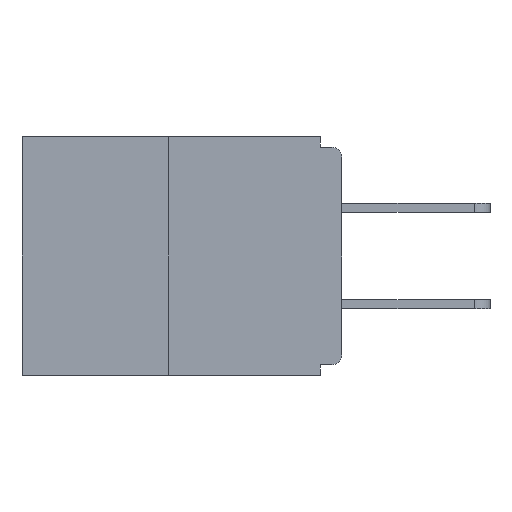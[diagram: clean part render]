
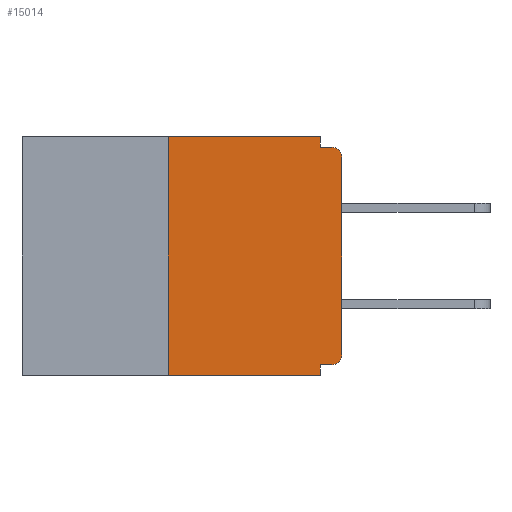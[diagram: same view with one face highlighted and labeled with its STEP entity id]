
A CAD part, left-side view. The second image highlights one B-rep face of the part: STEP entity #15014.
In plain terms, the highlighted planar face has unit normal (-1, 0, 0).
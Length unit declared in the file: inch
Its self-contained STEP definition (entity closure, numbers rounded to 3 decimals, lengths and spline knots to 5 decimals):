
#69 = VERTEX_POINT ( 'NONE', #5395 ) ;
#114 = DIRECTION ( 'NONE',  ( 1., 0., 0. ) ) ;
#167 = CARTESIAN_POINT ( 'NONE',  ( 0., 0., -0.03 ) ) ;
#542 = LINE ( 'NONE', #6495, #21946 ) ;
#553 = EDGE_CURVE ( 'NONE', #9792, #5134, #13059, .T. ) ;
#1146 = CIRCLE ( 'NONE', #19393, 0.015 ) ;
#1773 = ORIENTED_EDGE ( 'NONE', *, *, #19105, .T. ) ;
#1818 = CARTESIAN_POINT ( 'NONE',  ( 0., 0.25, -0.343 ) ) ;
#2084 = CARTESIAN_POINT ( 'NONE',  ( 0., 0.25, 0. ) ) ;
#2322 = VERTEX_POINT ( 'NONE', #1818 ) ;
#2555 = DIRECTION ( 'NONE',  ( 0., 0., -1. ) ) ;
#2719 = ORIENTED_EDGE ( 'NONE', *, *, #4212, .F. ) ;
#2991 = CARTESIAN_POINT ( 'NONE',  ( 0., 0.031, 0. ) ) ;
#3264 = CARTESIAN_POINT ( 'NONE',  ( 0., 0.25, 0. ) ) ;
#3275 = AXIS2_PLACEMENT_3D ( 'NONE', #8141, #18739, #15379 ) ;
#3515 = EDGE_CURVE ( 'NONE', #4866, #11413, #13150, .T. ) ;
#3707 = VECTOR ( 'NONE', #19806, 39.37008 ) ;
#4005 = EDGE_CURVE ( 'NONE', #69, #9792, #21329, .T. ) ;
#4159 = CARTESIAN_POINT ( 'NONE',  ( 0., 0.031, -0.015 ) ) ;
#4212 = EDGE_CURVE ( 'NONE', #11413, #7501, #9253, .T. ) ;
#4236 = VECTOR ( 'NONE', #11965, 39.37008 ) ;
#4622 = VECTOR ( 'NONE', #16080, 39.37008 ) ;
#4728 = CARTESIAN_POINT ( 'NONE',  ( 0., 0., 0. ) ) ;
#4866 = VERTEX_POINT ( 'NONE', #2084 ) ;
#5134 = VERTEX_POINT ( 'NONE', #17036 ) ;
#5392 = VECTOR ( 'NONE', #22310, 39.37008 ) ;
#5395 = CARTESIAN_POINT ( 'NONE',  ( 0., 0.015, -0.328 ) ) ;
#5494 = CARTESIAN_POINT ( 'NONE',  ( 0., 0.46, 0. ) ) ;
#5591 = VERTEX_POINT ( 'NONE', #10304 ) ;
#6136 = LINE ( 'NONE', #3264, #4236 ) ;
#6495 = CARTESIAN_POINT ( 'NONE',  ( 0., 0.46, -0.343 ) ) ;
#7501 = VERTEX_POINT ( 'NONE', #4159 ) ;
#8137 = CARTESIAN_POINT ( 'NONE',  ( 0., 0.015, -0.03 ) ) ;
#8141 = CARTESIAN_POINT ( 'NONE',  ( 0., 0.015, -0.313 ) ) ;
#8635 = LINE ( 'NONE', #4728, #10037 ) ;
#8921 = DIRECTION ( 'NONE',  ( 0., 0., -1. ) ) ;
#9253 = LINE ( 'NONE', #2991, #5392 ) ;
#9792 = VERTEX_POINT ( 'NONE', #14595 ) ;
#10037 = VECTOR ( 'NONE', #22357, 39.37008 ) ;
#10304 = CARTESIAN_POINT ( 'NONE',  ( 0., 0., -0.313 ) ) ;
#10359 = PLANE ( 'NONE',  #11364 ) ;
#11288 = EDGE_CURVE ( 'NONE', #5591, #16481, #8635, .T. ) ;
#11364 = AXIS2_PLACEMENT_3D ( 'NONE', #19657, #114, #8921 ) ;
#11413 = VERTEX_POINT ( 'NONE', #21673 ) ;
#11829 = ORIENTED_EDGE ( 'NONE', *, *, #3515, .F. ) ;
#11965 = DIRECTION ( 'NONE',  ( 0., 0., 1. ) ) ;
#12431 = EDGE_CURVE ( 'NONE', #7501, #17466, #20077, .T. ) ;
#12691 = CARTESIAN_POINT ( 'NONE',  ( 0., 0., -0.328 ) ) ;
#13059 = LINE ( 'NONE', #18260, #3707 ) ;
#13150 = LINE ( 'NONE', #5494, #4622 ) ;
#14256 = EDGE_CURVE ( 'NONE', #2322, #5134, #542, .T. ) ;
#14489 = ORIENTED_EDGE ( 'NONE', *, *, #21473, .F. ) ;
#14595 = CARTESIAN_POINT ( 'NONE',  ( 0., 0.031, -0.328 ) ) ;
#14777 = FACE_OUTER_BOUND ( 'NONE', #18416, .T. ) ;
#15014 = ADVANCED_FACE ( 'NONE', ( #14777 ), #10359, .F. ) ;
#15379 = DIRECTION ( 'NONE',  ( 0., 0., -1. ) ) ;
#16080 = DIRECTION ( 'NONE',  ( 0., -1., 0. ) ) ;
#16246 = EDGE_CURVE ( 'NONE', #16481, #17466, #1146, .T. ) ;
#16376 = CIRCLE ( 'NONE', #3275, 0.015 ) ;
#16481 = VERTEX_POINT ( 'NONE', #167 ) ;
#16946 = DIRECTION ( 'NONE',  ( 0., -1., 0. ) ) ;
#17036 = CARTESIAN_POINT ( 'NONE',  ( 0., 0.031, -0.343 ) ) ;
#17191 = ORIENTED_EDGE ( 'NONE', *, *, #553, .F. ) ;
#17466 = VERTEX_POINT ( 'NONE', #18914 ) ;
#17561 = CARTESIAN_POINT ( 'NONE',  ( 0., 0., -0.015 ) ) ;
#18085 = ORIENTED_EDGE ( 'NONE', *, *, #12431, .F. ) ;
#18260 = CARTESIAN_POINT ( 'NONE',  ( 0., 0.031, -0.343 ) ) ;
#18416 = EDGE_LOOP ( 'NONE', ( #11829, #14489, #22670, #17191, #18709, #1773, #18536, #20744, #18085, #2719 ) ) ;
#18536 = ORIENTED_EDGE ( 'NONE', *, *, #11288, .T. ) ;
#18709 = ORIENTED_EDGE ( 'NONE', *, *, #4005, .F. ) ;
#18739 = DIRECTION ( 'NONE',  ( -1., 0., 0. ) ) ;
#18914 = CARTESIAN_POINT ( 'NONE',  ( 0., 0.015, -0.015 ) ) ;
#19105 = EDGE_CURVE ( 'NONE', #69, #5591, #16376, .T. ) ;
#19393 = AXIS2_PLACEMENT_3D ( 'NONE', #8137, #20422, #2555 ) ;
#19657 = CARTESIAN_POINT ( 'NONE',  ( 0., 0.46, 0. ) ) ;
#19806 = DIRECTION ( 'NONE',  ( 0., 0., -1. ) ) ;
#20077 = LINE ( 'NONE', #17561, #20908 ) ;
#20422 = DIRECTION ( 'NONE',  ( -1., 0., 0. ) ) ;
#20744 = ORIENTED_EDGE ( 'NONE', *, *, #16246, .T. ) ;
#20779 = DIRECTION ( 'NONE',  ( 0., -1., 0. ) ) ;
#20908 = VECTOR ( 'NONE', #20779, 39.37008 ) ;
#21329 = LINE ( 'NONE', #12691, #22143 ) ;
#21334 = DIRECTION ( 'NONE',  ( 0., 1., 0. ) ) ;
#21473 = EDGE_CURVE ( 'NONE', #2322, #4866, #6136, .T. ) ;
#21673 = CARTESIAN_POINT ( 'NONE',  ( 0., 0.031, 0. ) ) ;
#21946 = VECTOR ( 'NONE', #16946, 39.37008 ) ;
#22143 = VECTOR ( 'NONE', #21334, 39.37008 ) ;
#22310 = DIRECTION ( 'NONE',  ( 0., 0., -1. ) ) ;
#22357 = DIRECTION ( 'NONE',  ( 0., 0., 1. ) ) ;
#22670 = ORIENTED_EDGE ( 'NONE', *, *, #14256, .T. ) ;
